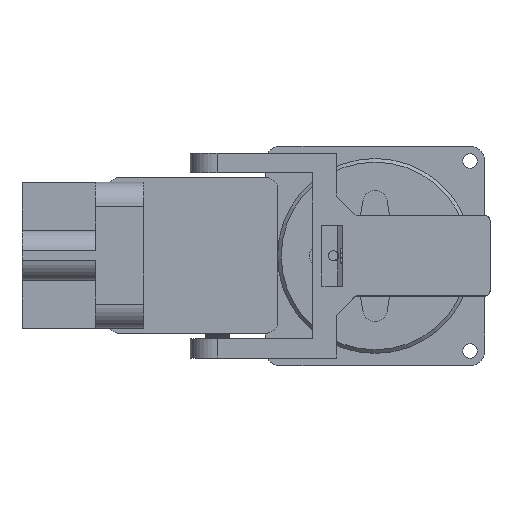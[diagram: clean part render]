
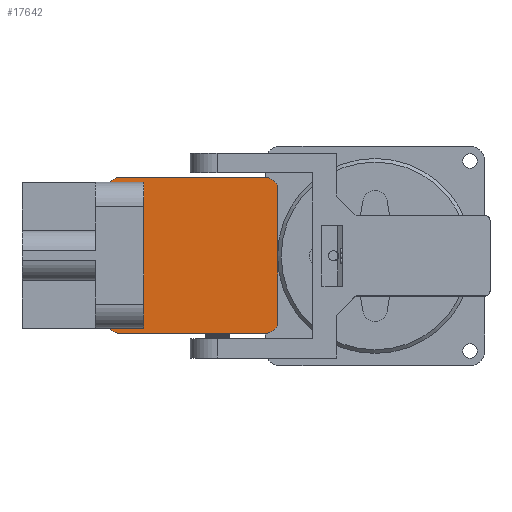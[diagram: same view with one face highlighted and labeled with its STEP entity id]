
A CAD part, top view. The second image highlights one B-rep face of the part: STEP entity #17642.
In plain terms, the highlighted face is planar.
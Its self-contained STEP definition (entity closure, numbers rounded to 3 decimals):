
#1532=PLANE('',#18892);
#2300=FACE_OUTER_BOUND('',#3227,.T.);
#3227=EDGE_LOOP('',(#16446,#16447,#16448,#16449,#16450,#16451,#16452,#16453));
#4721=LINE('',#35868,#6309);
#4732=LINE('',#35898,#6320);
#4746=LINE('',#35931,#6334);
#4765=LINE('',#35979,#6353);
#6309=VECTOR('',#22599,10.);
#6320=VECTOR('',#22626,10.);
#6334=VECTOR('',#22654,10.);
#6353=VECTOR('',#22717,10.);
#6844=CIRCLE('',#18861,2.5);
#6848=CIRCLE('',#18868,2.5);
#6849=CIRCLE('',#18871,2.5);
#6850=CIRCLE('',#18873,2.5);
#8748=VERTEX_POINT('',#35865);
#8749=VERTEX_POINT('',#35867);
#8757=VERTEX_POINT('',#35888);
#8758=VERTEX_POINT('',#35890);
#8760=VERTEX_POINT('',#35896);
#8771=VERTEX_POINT('',#35925);
#8772=VERTEX_POINT('',#35929);
#8773=VERTEX_POINT('',#35933);
#11296=EDGE_CURVE('',#8748,#8749,#4721,.T.);
#11307=EDGE_CURVE('',#8757,#8758,#6844,.T.);
#11311=EDGE_CURVE('',#8760,#8757,#4732,.T.);
#11327=EDGE_CURVE('',#8771,#8760,#6848,.T.);
#11329=EDGE_CURVE('',#8772,#8771,#4746,.T.);
#11331=EDGE_CURVE('',#8773,#8748,#6849,.T.);
#11332=EDGE_CURVE('',#8749,#8772,#6850,.T.);
#11352=EDGE_CURVE('',#8758,#8773,#4765,.T.);
#16446=ORIENTED_EDGE('',*,*,#11307,.F.);
#16447=ORIENTED_EDGE('',*,*,#11311,.F.);
#16448=ORIENTED_EDGE('',*,*,#11327,.F.);
#16449=ORIENTED_EDGE('',*,*,#11329,.F.);
#16450=ORIENTED_EDGE('',*,*,#11332,.F.);
#16451=ORIENTED_EDGE('',*,*,#11296,.F.);
#16452=ORIENTED_EDGE('',*,*,#11331,.F.);
#16453=ORIENTED_EDGE('',*,*,#11352,.F.);
#17642=ADVANCED_FACE('',(#2300),#1532,.F.);
#18861=AXIS2_PLACEMENT_3D('',#35891,#22619,#22620);
#18868=AXIS2_PLACEMENT_3D('',#35927,#22649,#22650);
#18871=AXIS2_PLACEMENT_3D('',#35935,#22658,#22659);
#18873=AXIS2_PLACEMENT_3D('',#35937,#22662,#22663);
#18892=AXIS2_PLACEMENT_3D('',#35980,#22718,#22719);
#22599=DIRECTION('',(0.,-1.,0.));
#22619=DIRECTION('center_axis',(0.,0.,1.));
#22620=DIRECTION('ref_axis',(0.707,0.707,0.));
#22626=DIRECTION('',(0.,1.,0.));
#22649=DIRECTION('center_axis',(0.,0.,1.));
#22650=DIRECTION('ref_axis',(0.707,-0.707,0.));
#22654=DIRECTION('',(1.,0.,0.));
#22658=DIRECTION('center_axis',(0.,0.,1.));
#22659=DIRECTION('ref_axis',(-0.707,0.707,0.));
#22662=DIRECTION('center_axis',(0.,0.,1.));
#22663=DIRECTION('ref_axis',(-0.707,-0.707,0.));
#22717=DIRECTION('',(-1.,0.,0.));
#22718=DIRECTION('center_axis',(0.,0.,1.));
#22719=DIRECTION('ref_axis',(1.,0.,0.));
#35865=CARTESIAN_POINT('',(-16.,15.,0.));
#35867=CARTESIAN_POINT('',(-16.,-15.,0.));
#35868=CARTESIAN_POINT('',(-16.,17.5,0.));
#35888=CARTESIAN_POINT('',(16.,15.,0.));
#35890=CARTESIAN_POINT('',(13.5,17.5,0.));
#35891=CARTESIAN_POINT('Origin',(13.5,15.,0.));
#35896=CARTESIAN_POINT('',(16.,-15.,0.));
#35898=CARTESIAN_POINT('',(16.,-17.5,0.));
#35925=CARTESIAN_POINT('',(13.5,-17.5,0.));
#35927=CARTESIAN_POINT('Origin',(13.5,-15.,0.));
#35929=CARTESIAN_POINT('',(-13.5,-17.5,0.));
#35931=CARTESIAN_POINT('',(-16.,-17.5,0.));
#35933=CARTESIAN_POINT('',(-13.5,17.5,0.));
#35935=CARTESIAN_POINT('Origin',(-13.5,15.,0.));
#35937=CARTESIAN_POINT('Origin',(-13.5,-15.,0.));
#35979=CARTESIAN_POINT('',(16.,17.5,0.));
#35980=CARTESIAN_POINT('Origin',(0.,0.,
0.));
